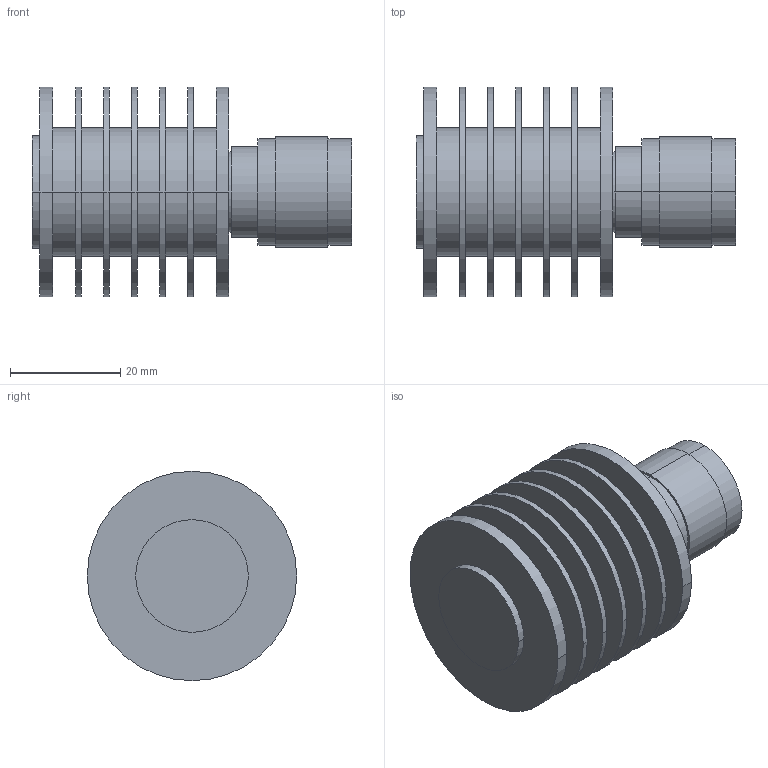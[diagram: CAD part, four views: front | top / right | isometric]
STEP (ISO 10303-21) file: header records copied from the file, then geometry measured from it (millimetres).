
FILE_DESCRIPTION (( 'STEP AP214' ), '1' );
FILE_NAME ('FMTR1138_3D.step', '2023-02-01T19:15:56', ( '' ), ( '' ), 'SwSTEP 2.0', 'SolidWorks 2022', '' );
FILE_SCHEMA (( 'AUTOMOTIVE_DESIGN' ));
Length unit declared in the file: inch
Products named in the file (3): N MALE_TS5G-A; TF10GH-A_N_default; FMTR1138_3D
Assembly tree (2 placements, depth 2):
  FMTR1138_3D
    N MALE_TS5G-A
    TF10GH-A_N_default
Bounding box: 57.99 x 38 x 38 mm (x, y, z)
Volume: 26501 mm3; surface area: 17004.6 mm2
Topology: 2 solids, 2 shells, 131 faces, 258 edges, 152 vertices
Faces by surface type: cylinder 66, cone 40, plane 25
Entity records: 3553 total; most frequent: DIRECTION 682, CARTESIAN_POINT 546, ORIENTED_EDGE 516, AXIS2_PLACEMENT_3D 288, EDGE_CURVE 258, CIRCLE 152, EDGE_LOOP 152, VERTEX_POINT 152
